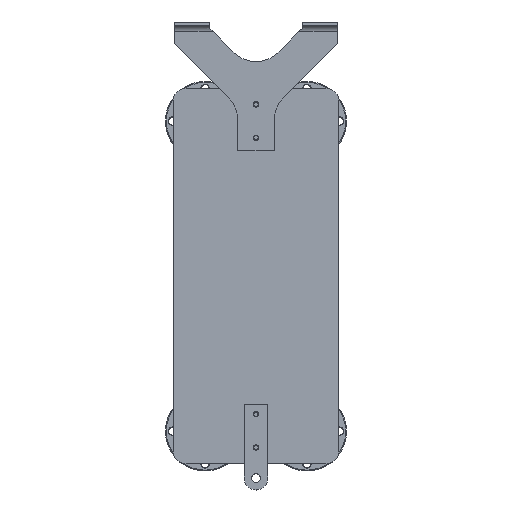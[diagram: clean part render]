
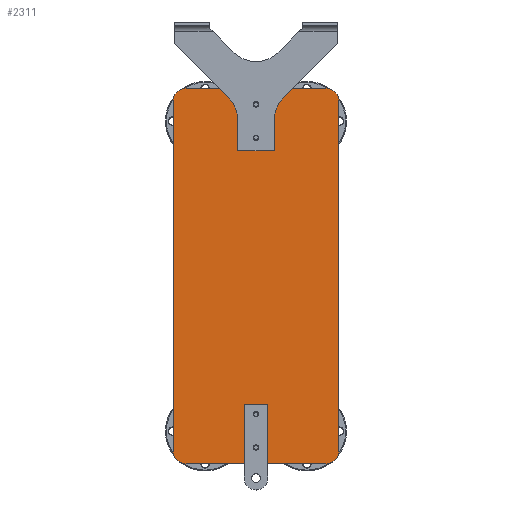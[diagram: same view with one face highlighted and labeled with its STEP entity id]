
A CAD part, top view. The second image highlights one B-rep face of the part: STEP entity #2311.
In plain terms, the highlighted planar face has unit normal (0, 0, 1).
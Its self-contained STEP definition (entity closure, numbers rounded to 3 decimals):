
#442=PLANE('',#2535);
#507=LINE('',#3757,#647);
#513=LINE('',#3772,#653);
#517=LINE('',#3784,#657);
#521=LINE('',#3796,#661);
#647=VECTOR('',#3020,815.);
#653=VECTOR('',#3034,326.);
#657=VECTOR('',#3046,815.);
#661=VECTOR('',#3058,326.);
#876=FACE_OUTER_BOUND('',#1065,.T.);
#1065=EDGE_LOOP('',(#1956,#1957,#1958,#1959,#1960,#1961,#1962,#1963));
#1207=CIRCLE('',#2516,29.99);
#1209=CIRCLE('',#2520,29.99);
#1211=CIRCLE('',#2524,29.99);
#1213=CIRCLE('',#2528,29.99);
#1336=VERTEX_POINT('',#3754);
#1337=VERTEX_POINT('',#3756);
#1339=VERTEX_POINT('',#3762);
#1341=VERTEX_POINT('',#3768);
#1343=VERTEX_POINT('',#3774);
#1345=VERTEX_POINT('',#3780);
#1347=VERTEX_POINT('',#3786);
#1349=VERTEX_POINT('',#3792);
#1545=EDGE_CURVE('',#1336,#1337,#507,.T.);
#1550=EDGE_CURVE('',#1337,#1339,#1207,.T.);
#1553=EDGE_CURVE('',#1339,#1341,#513,.T.);
#1556=EDGE_CURVE('',#1341,#1343,#1209,.T.);
#1559=EDGE_CURVE('',#1343,#1345,#517,.T.);
#1562=EDGE_CURVE('',#1345,#1347,#1211,.T.);
#1565=EDGE_CURVE('',#1347,#1349,#521,.T.);
#1567=EDGE_CURVE('',#1349,#1336,#1213,.T.);
#1956=ORIENTED_EDGE('',*,*,#1545,.F.);
#1957=ORIENTED_EDGE('',*,*,#1567,.F.);
#1958=ORIENTED_EDGE('',*,*,#1565,.F.);
#1959=ORIENTED_EDGE('',*,*,#1562,.F.);
#1960=ORIENTED_EDGE('',*,*,#1559,.F.);
#1961=ORIENTED_EDGE('',*,*,#1556,.F.);
#1962=ORIENTED_EDGE('',*,*,#1553,.F.);
#1963=ORIENTED_EDGE('',*,*,#1550,.F.);
#2311=ADVANCED_FACE('',(#876),#442,.T.);
#2516=AXIS2_PLACEMENT_3D('',#3766,#3028,#3029);
#2520=AXIS2_PLACEMENT_3D('',#3778,#3040,#3041);
#2524=AXIS2_PLACEMENT_3D('',#3790,#3052,#3053);
#2528=AXIS2_PLACEMENT_3D('',#3799,#3063,#3064);
#2535=AXIS2_PLACEMENT_3D('',#3818,#3084,#3085);
#3020=DIRECTION('',(0.,1.,0.));
#3028=DIRECTION('center_axis',(0.,0.,-1.));
#3029=DIRECTION('ref_axis',(-0.707,0.707,0.));
#3034=DIRECTION('',(1.,0.,0.));
#3040=DIRECTION('center_axis',(0.,0.,-1.));
#3041=DIRECTION('ref_axis',(0.707,0.707,0.));
#3046=DIRECTION('',(0.,-1.,0.));
#3052=DIRECTION('center_axis',(0.,0.,-1.));
#3053=DIRECTION('ref_axis',(0.707,-0.707,0.));
#3058=DIRECTION('',(-1.,0.,0.));
#3063=DIRECTION('center_axis',(0.,0.,-1.));
#3064=DIRECTION('ref_axis',(-0.707,-0.707,0.));
#3084=DIRECTION('center_axis',(0.,0.,1.));
#3085=DIRECTION('ref_axis',(1.,0.,0.));
#3754=CARTESIAN_POINT('',(-192.99,-407.5,4.5));
#3756=CARTESIAN_POINT('',(-192.99,407.5,4.5));
#3757=CARTESIAN_POINT('',(-192.99,-218.75,4.5));
#3762=CARTESIAN_POINT('',(-163.,437.49,4.5));
#3766=CARTESIAN_POINT('Origin',(-163.,407.5,4.5));
#3768=CARTESIAN_POINT('',(163.,437.49,4.5));
#3772=CARTESIAN_POINT('',(-96.5,437.49,4.5));
#3774=CARTESIAN_POINT('',(192.99,407.5,4.5));
#3778=CARTESIAN_POINT('Origin',(163.,407.5,4.5));
#3780=CARTESIAN_POINT('',(192.99,-407.5,4.5));
#3784=CARTESIAN_POINT('',(192.99,218.75,4.5));
#3786=CARTESIAN_POINT('',(163.,-437.49,4.5));
#3790=CARTESIAN_POINT('Origin',(163.,-407.5,4.5));
#3792=CARTESIAN_POINT('',(-163.,-437.49,4.5));
#3796=CARTESIAN_POINT('',(96.5,-437.49,4.5));
#3799=CARTESIAN_POINT('Origin',(-163.,-407.5,4.5));
#3818=CARTESIAN_POINT('Origin',(0.,0.,
4.5));
